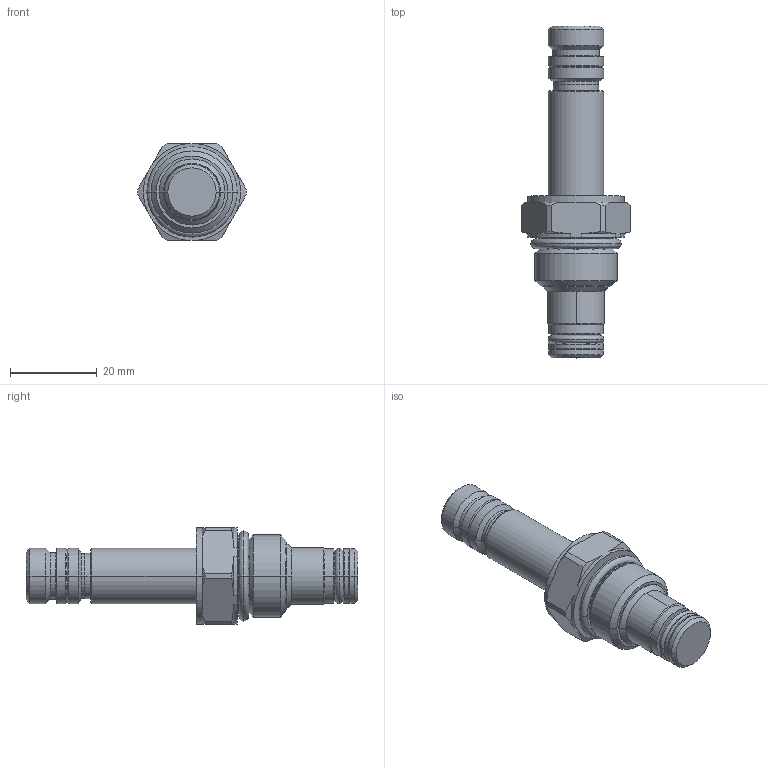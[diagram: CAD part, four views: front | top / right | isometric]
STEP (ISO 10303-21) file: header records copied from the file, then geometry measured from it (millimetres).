
FILE_DESCRIPTION((''),'2;1');
FILE_NAME('5003550_SW0001','2009-02-24T',('JCS'),(''),'PRO/ENGINEER BY PARAMETRIC TECHNOLOGY CORPORATION, 2008010','PRO/ENGINEER BY PARAMETRIC TECHNOLOGY CORPORATION, 2008010','');
FILE_SCHEMA(('CONFIG_CONTROL_DESIGN'));
Length unit declared in the file: inch
Products named in the file (1): 5003550_SW0001
Bounding box: 24.94 x 76.33 x 22.23 mm (x, y, z)
Volume: 13938.8 mm3; surface area: 5136.4 mm2
Topology: 2 solids, 2 shells, 142 faces, 312 edges, 180 vertices
Faces by surface type: cylinder 50, cone 44, plane 16, torus 16, revolution 16
Entity records: 4210 total; most frequent: CARTESIAN_POINT 1012, DIRECTION 706, ORIENTED_EDGE 624, EDGE_CURVE 312, AXIS2_PLACEMENT_3D 292, VERTEX_POINT 180, CIRCLE 166, EDGE_LOOP 150
